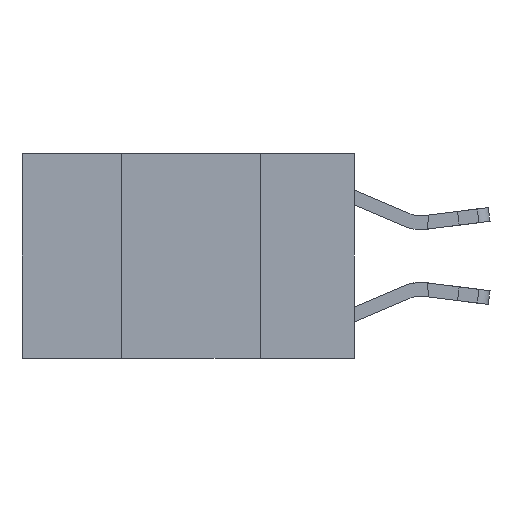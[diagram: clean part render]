
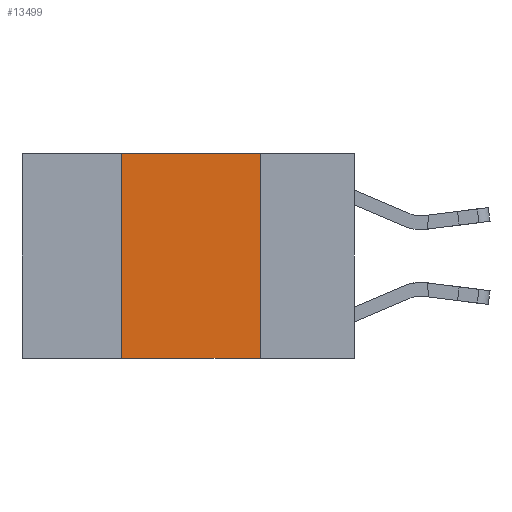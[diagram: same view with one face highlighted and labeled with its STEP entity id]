
A CAD part, left-side view. The second image highlights one B-rep face of the part: STEP entity #13499.
In plain terms, the highlighted planar face has unit normal (-1, 0, 0).
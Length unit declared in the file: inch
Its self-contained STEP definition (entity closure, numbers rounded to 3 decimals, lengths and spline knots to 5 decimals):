
#1087 = CARTESIAN_POINT ( 'NONE',  ( 0., 0.17, 0. ) ) ;
#2299 = CARTESIAN_POINT ( 'NONE',  ( 0., 0.42, -0.37 ) ) ;
#2985 = DIRECTION ( 'NONE',  ( 0., 0., 1. ) ) ;
#3199 = VECTOR ( 'NONE', #9154, 39.37008 ) ;
#4319 = EDGE_CURVE ( 'NONE', #7361, #9681, #25690, .T. ) ;
#4402 = ORIENTED_EDGE ( 'NONE', *, *, #21511, .F. ) ;
#4447 = CARTESIAN_POINT ( 'NONE',  ( 0., 0.17, -0.37 ) ) ;
#4792 = ORIENTED_EDGE ( 'NONE', *, *, #21554, .F. ) ;
#4831 = DIRECTION ( 'NONE',  ( 1., 0., 0. ) ) ;
#5743 = EDGE_CURVE ( 'NONE', #19595, #9681, #28562, .T. ) ;
#6173 = CARTESIAN_POINT ( 'NONE',  ( 0., 0.6, -0.37 ) ) ;
#6237 = DIRECTION ( 'NONE',  ( 0., -1., 0. ) ) ;
#7204 = CARTESIAN_POINT ( 'NONE',  ( 0., 0.6, 0. ) ) ;
#7361 = VERTEX_POINT ( 'NONE', #1087 ) ;
#8488 = ORIENTED_EDGE ( 'NONE', *, *, #4319, .F. ) ;
#8495 = VECTOR ( 'NONE', #17416, 39.37008 ) ;
#9154 = DIRECTION ( 'NONE',  ( 0., 0., -1. ) ) ;
#9681 = VERTEX_POINT ( 'NONE', #4447 ) ;
#10806 = AXIS2_PLACEMENT_3D ( 'NONE', #7204, #4831, #25547 ) ;
#11267 = CARTESIAN_POINT ( 'NONE',  ( 0., 0.42, 0. ) ) ;
#11546 = PLANE ( 'NONE',  #10806 ) ;
#13499 = ADVANCED_FACE ( 'NONE', ( #25254 ), #11546, .F. ) ;
#14351 = VECTOR ( 'NONE', #2985, 39.37008 ) ;
#16002 = EDGE_LOOP ( 'NONE', ( #8488, #4792, #4402, #28212 ) ) ;
#16310 = VERTEX_POINT ( 'NONE', #11267 ) ;
#17043 = CARTESIAN_POINT ( 'NONE',  ( 0., 0.42, 0. ) ) ;
#17416 = DIRECTION ( 'NONE',  ( 0., -1., 0. ) ) ;
#17934 = CARTESIAN_POINT ( 'NONE',  ( 0., 0.6, 0. ) ) ;
#18470 = CARTESIAN_POINT ( 'NONE',  ( 0., 0.17, 0. ) ) ;
#19595 = VERTEX_POINT ( 'NONE', #2299 ) ;
#21511 = EDGE_CURVE ( 'NONE', #19595, #16310, #23818, .T. ) ;
#21554 = EDGE_CURVE ( 'NONE', #16310, #7361, #29222, .T. ) ;
#23818 = LINE ( 'NONE', #17043, #14351 ) ;
#24921 = VECTOR ( 'NONE', #6237, 39.37008 ) ;
#25254 = FACE_OUTER_BOUND ( 'NONE', #16002, .T. ) ;
#25547 = DIRECTION ( 'NONE',  ( 0., 0., -1. ) ) ;
#25690 = LINE ( 'NONE', #18470, #3199 ) ;
#28212 = ORIENTED_EDGE ( 'NONE', *, *, #5743, .T. ) ;
#28562 = LINE ( 'NONE', #6173, #8495 ) ;
#29222 = LINE ( 'NONE', #17934, #24921 ) ;
